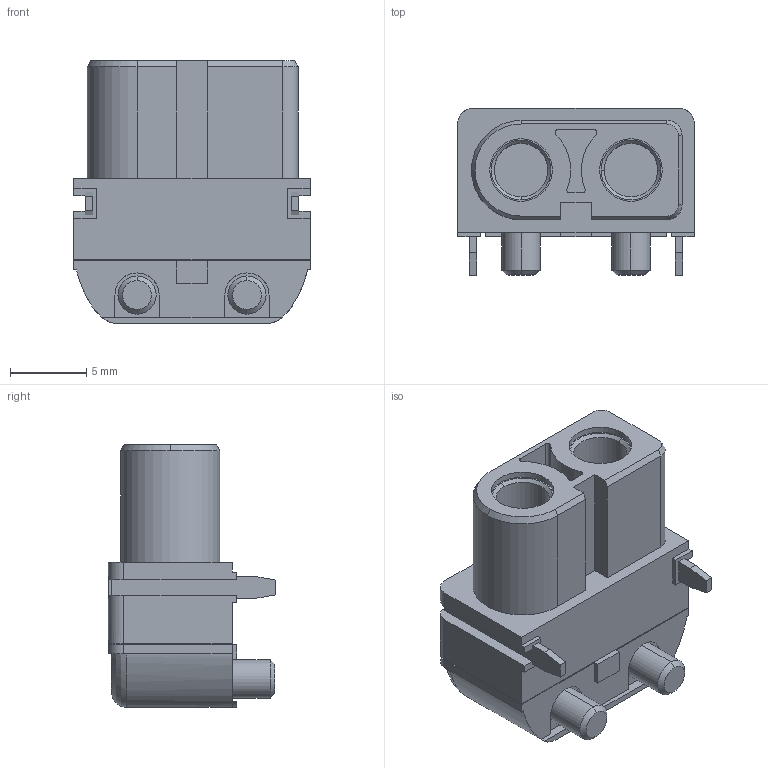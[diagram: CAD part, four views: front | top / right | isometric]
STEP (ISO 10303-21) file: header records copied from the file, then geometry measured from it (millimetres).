
FILE_DESCRIPTION(('FreeCAD Model'),'2;1');
FILE_NAME('Open CASCADE Shape Model','2024-02-06T02:34:17',(''),(''), 'Open CASCADE STEP processor 7.6','Ondsel','Unknown');
FILE_SCHEMA(('AUTOMOTIVE_DESIGN { 1 0 10303 214 1 1 1 1 }'));
Length unit declared in the file: millimetre
Products named in the file (8): XT60PW-F_XT60PW-F007; XT60PW-F_XT60PW-F; XT60PW-F_XT60PW-F001; XT60PW-F_XT60PW-F002; XT60PW-F_XT60PW-F003; XT60PW-F_XT60PW-F004; XT60PW-F_XT60PW-F005; XT60PW-F_XT60PW-F006
Assembly tree (7 placements, depth 2):
  XT60PW-F_XT60PW-F007
    XT60PW-F_XT60PW-F
    XT60PW-F_XT60PW-F001
    XT60PW-F_XT60PW-F002
    XT60PW-F_XT60PW-F003
    XT60PW-F_XT60PW-F004
    XT60PW-F_XT60PW-F005
    XT60PW-F_XT60PW-F006
Bounding box: 15.5 x 10.95 x 17.2 mm (x, y, z)
Volume: 1538.7 mm3; surface area: 2107 mm2
Topology: 7 solids, 7 shells, 154 faces, 390 edges, 258 vertices
Faces by surface type: plane 97, cylinder 39, cone 12, bspline 6
Entity records: 5543 total; most frequent: CARTESIAN_POINT 1616, ORIENTED_EDGE 780, DIRECTION 763, EDGE_CURVE 390, LINE 271, VECTOR 271, VERTEX_POINT 258, AXIS2_PLACEMENT_3D 246
